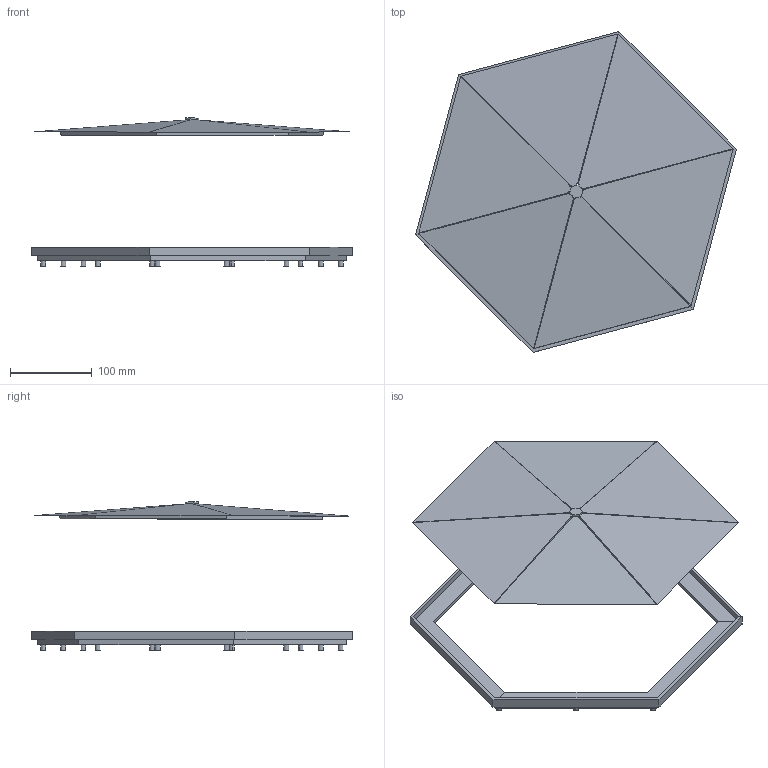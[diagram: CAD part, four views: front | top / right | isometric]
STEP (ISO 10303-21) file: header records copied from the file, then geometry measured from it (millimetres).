
FILE_DESCRIPTION(/* description */ ('STEP AP242','CAx-IF Rec.Pracs.---Representation and Presentation of Product Manufacturing Information (PMI)---4.0---2014-10-13','CAx-IF Rec.Pracs.---3D Tessellated Geometry---0.4---2014-09-14','2;1'),/* implementation_level */ '2;1');
FILE_NAME(/* name */ '617e290636aced728cd46605',/* time_stamp */ '2021-10-31T05:26:31+00:00',/* author */ (''),/* organization */ (''),/* preprocessor_version */ 'ST-DEVELOPER v18.1',/* originating_system */ ' ',/* authorisation */ ' ');
FILE_SCHEMA (('AP242_MANAGED_MODEL_BASED_3D_ENGINEERING_MIM_LF { 1 0 10303 442 1 1 4 }'));
Length unit declared in the file: metre
Products named in the file (9): Roof Assembly; Part 5; Part 1; Part 2; Part 6; Part 4; Part 3
Assembly tree (10 placements, depth 2):
  Roof Assembly
    Part 5
    Part 1
    Part 1  x3
    Part 2
    Part 6
    Part 4
    Part 3
    Part 1
Bounding box: 392.55 x 392.55 x 181.51 mm (x, y, z)
Volume: 741749.9 mm3; surface area: 323090.2 mm2
Topology: 10 solids, 10 shells, 173 faces, 414 edges, 276 vertices
Faces by surface type: plane 158, cylinder 15
Full cylindrical faces by diameter (mm): 6.35 x9
Entity records: 3591 total; most frequent: CARTESIAN_POINT 597, ORIENTED_EDGE 558, DIRECTION 549, EDGE_CURVE 279, LINE 269, VECTOR 269, VERTEX_POINT 188, AXIS2_PLACEMENT_3D 140
